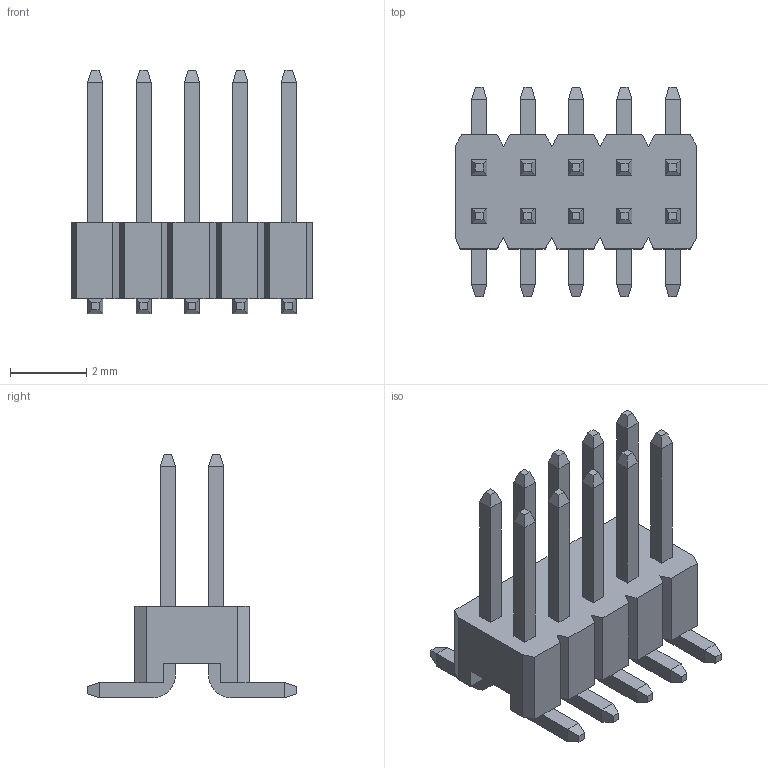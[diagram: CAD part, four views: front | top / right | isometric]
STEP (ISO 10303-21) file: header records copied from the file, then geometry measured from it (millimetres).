
FILE_DESCRIPTION(('FreeCAD Model'),'2;1');
FILE_NAME('1.step','2017-03-08T10:00:26',('Author'),( ''),'Open CASCADE STEP processor 6.8','FreeCAD','Unknown');
FILE_SCHEMA(('AUTOMOTIVE_DESIGN_CC2 { 1 2 10303 214 -1 1 5 4 }'));
Length unit declared in the file: millimetre
Products named in the file (2): ASSEMBLY; 1
Assembly tree (1 placements, depth 2):
  ASSEMBLY
    1
Bounding box: 6.35 x 5.5 x 6.4 mm (x, y, z)
Volume: 42.3 mm3; surface area: 175.7 mm2
Topology: 1 solids, 1 shells, 258 faces, 638 edges, 392 vertices
Faces by surface type: plane 248, cylinder 10
Entity records: 18403 total; most frequent: CARTESIAN_POINT 3586, DIRECTION 2404, LINE 1834, VECTOR 1834, ORIENTED_EDGE 1276, PCURVE 1276, DEFINITIONAL_REPRESENTATION 1276, EDGE_CURVE 638
